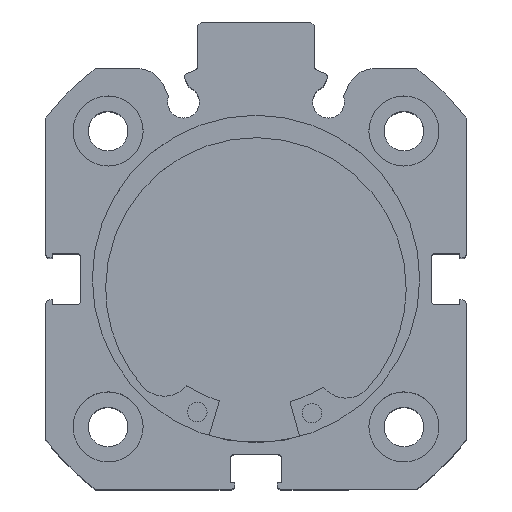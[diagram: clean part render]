
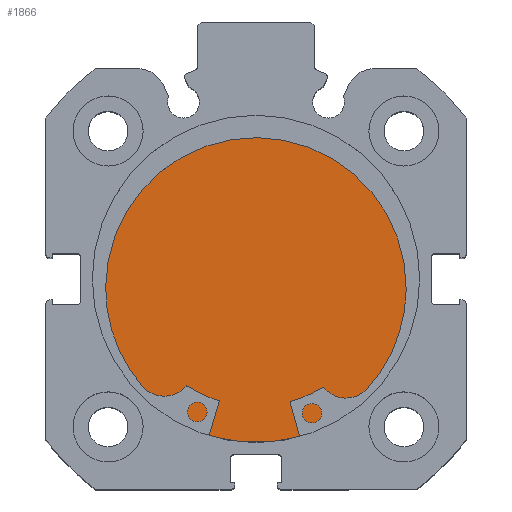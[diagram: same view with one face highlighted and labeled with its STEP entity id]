
A CAD part, top view. The second image highlights one B-rep face of the part: STEP entity #1866.
In plain terms, the highlighted face is planar.
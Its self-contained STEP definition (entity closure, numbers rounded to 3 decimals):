
#478 = EDGE_LOOP ( 'NONE', ( #993, #992 ) ) ;
#992 = ORIENTED_EDGE ( 'NONE', *, *, #2482, .F. ) ;
#993 = ORIENTED_EDGE ( 'NONE', *, *, #2483, .F. ) ;
#1234 = PLANE ( 'NONE',  #3025 ) ;
#1235 = CARTESIAN_POINT ( 'NONE',  ( 8.5, 21., 0. ) ) ;
#1237 = DIRECTION ( 'NONE',  ( -1., 0., 0. ) ) ;
#1241 = DIRECTION ( 'NONE',  ( 0., 0., 1. ) ) ;
#1610 = FACE_OUTER_BOUND ( 'NONE', #478, .T. ) ;
#1866 = ADVANCED_FACE ( 'NONE', ( #1610 ), #1234, .F. ) ;
#2174 = VERTEX_POINT ( 'NONE', #4270 ) ;
#2400 = VERTEX_POINT ( 'NONE', #4493 ) ;
#2482 = EDGE_CURVE ( 'NONE', #2400, #2174, #4891, .T. ) ;
#2483 = EDGE_CURVE ( 'NONE', #2174, #2400, #4893, .T. ) ;
#3025 = AXIS2_PLACEMENT_3D ( 'NONE', #1235, #1237, #1241 ) ;
#3244 = AXIS2_PLACEMENT_3D ( 'NONE', #4620, #4621, #4622 ) ;
#3245 = AXIS2_PLACEMENT_3D ( 'NONE', #4623, #4624, #4625 ) ;
#4270 = CARTESIAN_POINT ( 'NONE',  ( 8.5, 0., 21. ) ) ;
#4493 = CARTESIAN_POINT ( 'NONE',  ( 8.5, 0., -21. ) ) ;
#4620 = CARTESIAN_POINT ( 'NONE',  ( 8.5, 0., 0. ) ) ;
#4621 = DIRECTION ( 'NONE',  ( -1., 0., 0. ) ) ;
#4622 = DIRECTION ( 'NONE',  ( 0., 0., 1. ) ) ;
#4623 = CARTESIAN_POINT ( 'NONE',  ( 8.5, 0., 0. ) ) ;
#4624 = DIRECTION ( 'NONE',  ( -1., 0., 0. ) ) ;
#4625 = DIRECTION ( 'NONE',  ( 0., 0., 1. ) ) ;
#4891 = CIRCLE ( 'NONE', #3244, 21. ) ;
#4893 = CIRCLE ( 'NONE', #3245, 21. ) ;
